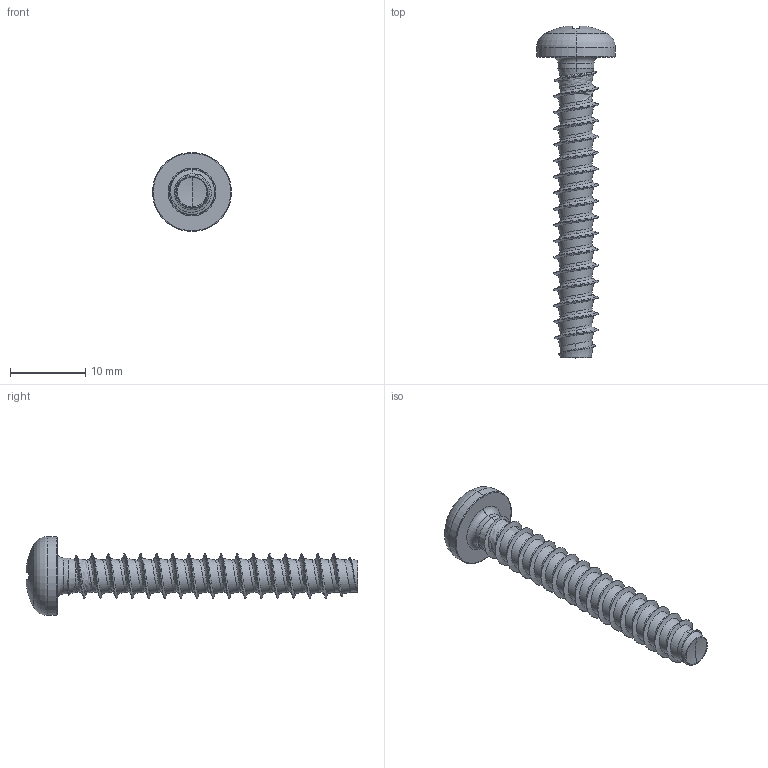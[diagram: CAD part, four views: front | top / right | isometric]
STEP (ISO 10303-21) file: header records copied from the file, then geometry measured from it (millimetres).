
FILE_DESCRIPTION (( 'STEP AP203' ), '1' );
FILE_NAME ('STP320600400.STEP', '2017-08-15T14:55:42', ( '' ), ( '' ), 'SwSTEP 2.0', 'SolidWorks 2015', '' );
FILE_SCHEMA (( 'CONFIG_CONTROL_DESIGN' ));
Length unit declared in the file: millimetre
Products named in the file (1): STP320600400
Bounding box: 10.5 x 44.12 x 10.5 mm (x, y, z)
Volume: 931.7 mm3; surface area: 1163.6 mm2
Topology: 1 solids, 1 shells, 197 faces, 462 edges, 267 vertices
Faces by surface type: cylinder 61, bspline 51, torus 28, sphere 28, plane 22, cone 7
Entity records: 37056 total; most frequent: CARTESIAN_POINT 32967, ORIENTED_EDGE 920, DIRECTION 760, EDGE_CURVE 460, AXIS2_PLACEMENT_3D 334, VERTEX_POINT 267, EDGE_LOOP 199, FACE_OUTER_BOUND 197
